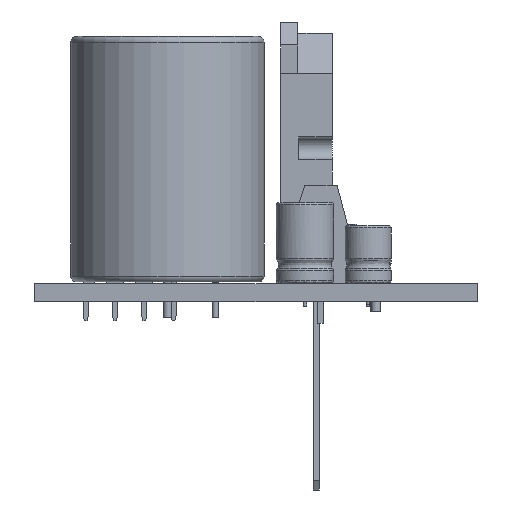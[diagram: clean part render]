
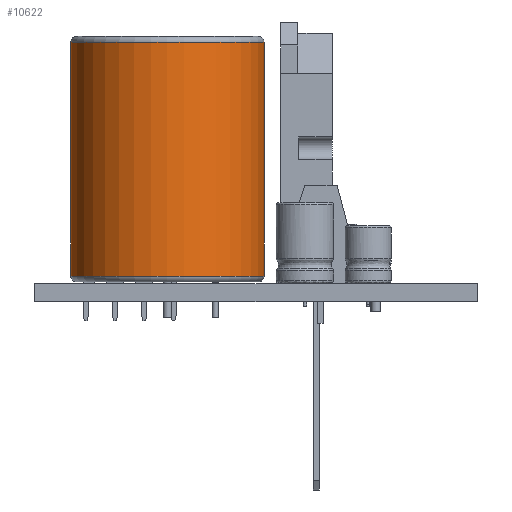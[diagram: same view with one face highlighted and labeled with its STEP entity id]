
A CAD part, left-side view. The second image highlights one B-rep face of the part: STEP entity #10622.
In plain terms, the highlighted cylindrical face has radius 8.4 mm (diameter 16.8 mm), a full revolution.
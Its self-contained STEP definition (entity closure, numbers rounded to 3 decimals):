
#10552 = VERTEX_POINT('',#10553);
#10553 = CARTESIAN_POINT('',(14.75,0.,0.6));
#10560 = EDGE_CURVE('',#10552,#10552,#10561,.T.);
#10561 = CIRCLE('',#10562,8.4);
#10562 = AXIS2_PLACEMENT_3D('',#10563,#10564,#10565);
#10563 = CARTESIAN_POINT('',(6.35,0.,0.6));
#10564 = DIRECTION('',(0.,0.,1.));
#10565 = DIRECTION('',(1.,0.,-0.));
#10622 = ADVANCED_FACE('',(#10623),#10642,.T.);
#10623 = FACE_BOUND('',#10624,.T.);
#10624 = EDGE_LOOP('',(#10625,#10626,#10634,#10641));
#10625 = ORIENTED_EDGE('',*,*,#10560,.T.);
#10626 = ORIENTED_EDGE('',*,*,#10627,.T.);
#10627 = EDGE_CURVE('',#10552,#10628,#10630,.T.);
#10628 = VERTEX_POINT('',#10629);
#10629 = CARTESIAN_POINT('',(14.75,0.,20.94));
#10630 = LINE('',#10631,#10632);
#10631 = CARTESIAN_POINT('',(14.75,0.,0.1));
#10632 = VECTOR('',#10633,1.);
#10633 = DIRECTION('',(0.,0.,1.));
#10634 = ORIENTED_EDGE('',*,*,#10635,.F.);
#10635 = EDGE_CURVE('',#10628,#10628,#10636,.T.);
#10636 = CIRCLE('',#10637,8.4);
#10637 = AXIS2_PLACEMENT_3D('',#10638,#10639,#10640);
#10638 = CARTESIAN_POINT('',(6.35,0.,20.94));
#10639 = DIRECTION('',(0.,0.,1.));
#10640 = DIRECTION('',(1.,0.,-0.));
#10641 = ORIENTED_EDGE('',*,*,#10627,.F.);
#10642 = CYLINDRICAL_SURFACE('',#10643,8.4);
#10643 = AXIS2_PLACEMENT_3D('',#10644,#10645,#10646);
#10644 = CARTESIAN_POINT('',(6.35,0.,0.1));
#10645 = DIRECTION('',(-0.,-0.,-1.));
#10646 = DIRECTION('',(1.,0.,0.));
